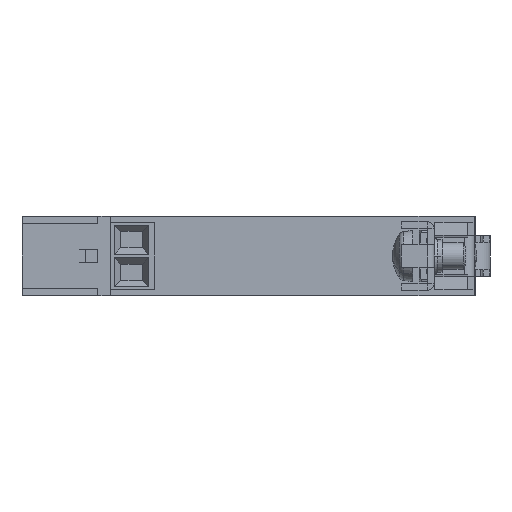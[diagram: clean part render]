
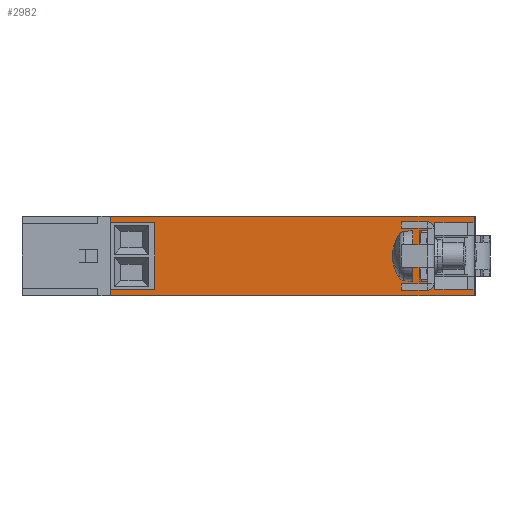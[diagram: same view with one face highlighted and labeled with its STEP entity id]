
A CAD part, left-side view. The second image highlights one B-rep face of the part: STEP entity #2982.
In plain terms, the highlighted planar face has unit normal (-1, 0, 0).
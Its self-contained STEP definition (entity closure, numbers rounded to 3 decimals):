
#2828 = EDGE_CURVE ( 'NONE', #2829, #2830, #9693, .T. ) ;
#2829 = VERTEX_POINT ( 'NONE', #9684 ) ;
#2830 = VERTEX_POINT ( 'NONE', #9683 ) ;
#2837 = VERTEX_POINT ( 'NONE', #9734 ) ;
#2839 = EDGE_CURVE ( 'NONE', #2840, #2837, #9733, .T. ) ;
#2840 = VERTEX_POINT ( 'NONE', #9729 ) ;
#2901 = ORIENTED_EDGE ( 'NONE', *, *, #2902, .F. ) ;
#2902 = EDGE_CURVE ( 'NONE', #2963, #2987, #9806, .T. ) ;
#2903 = VERTEX_POINT ( 'NONE', #9866 ) ;
#2904 = ORIENTED_EDGE ( 'NONE', *, *, #2905, .F. ) ;
#2905 = EDGE_CURVE ( 'NONE', #2906, #2903, #9865, .T. ) ;
#2906 = VERTEX_POINT ( 'NONE', #9861 ) ;
#2907 = ORIENTED_EDGE ( 'NONE', *, *, #2908, .T. ) ;
#2908 = EDGE_CURVE ( 'NONE', #2906, #2909, #9860, .T. ) ;
#2909 = VERTEX_POINT ( 'NONE', #9856 ) ;
#2910 = ORIENTED_EDGE ( 'NONE', *, *, #2911, .F. ) ;
#2911 = EDGE_CURVE ( 'NONE', #2912, #2909, #9855, .T. ) ;
#2912 = VERTEX_POINT ( 'NONE', #9851 ) ;
#2913 = ORIENTED_EDGE ( 'NONE', *, *, #2914, .T. ) ;
#2914 = EDGE_CURVE ( 'NONE', #2912, #2915, #9850, .T. ) ;
#2915 = VERTEX_POINT ( 'NONE', #9846 ) ;
#2916 = ORIENTED_EDGE ( 'NONE', *, *, #2917, .T. ) ;
#2917 = EDGE_CURVE ( 'NONE', #2915, #2992, #9845, .T. ) ;
#2963 = VERTEX_POINT ( 'NONE', #9944 ) ;
#2964 = ORIENTED_EDGE ( 'NONE', *, *, #2965, .T. ) ;
#2965 = EDGE_CURVE ( 'NONE', #2963, #2829, #9943, .T. ) ;
#2966 = ORIENTED_EDGE ( 'NONE', *, *, #2828, .T. ) ;
#2967 = ORIENTED_EDGE ( 'NONE', *, *, #2968, .F. ) ;
#2968 = EDGE_CURVE ( 'NONE', #2840, #2830, #9938, .T. ) ;
#2969 = ORIENTED_EDGE ( 'NONE', *, *, #2839, .T. ) ;
#2970 = ORIENTED_EDGE ( 'NONE', *, *, #2971, .T. ) ;
#2971 = EDGE_CURVE ( 'NONE', #2837, #2972, #9939, .T. ) ;
#2972 = VERTEX_POINT ( 'NONE', #9993 ) ;
#2973 = ORIENTED_EDGE ( 'NONE', *, *, #2974, .T. ) ;
#2974 = EDGE_CURVE ( 'NONE', #2972, #2903, #9992, .T. ) ;
#2982 = ADVANCED_FACE ( 'NONE', ( #9975 ), #9974, .F. ) ;
#2983 = EDGE_LOOP ( 'NONE', ( #2984, #2901, #2964, #2966, #2967, #2969, #2970, #2973, #2904, #2907, #2910, #2913, #2916, #2993, #2996, #2999, #3002, #3005 ) ) ;
#2984 = ORIENTED_EDGE ( 'NONE', *, *, #2985, .T. ) ;
#2985 = EDGE_CURVE ( 'NONE', #2986, #2987, #9972, .T. ) ;
#2986 = VERTEX_POINT ( 'NONE', #9963 ) ;
#2987 = VERTEX_POINT ( 'NONE', #9965 ) ;
#2992 = VERTEX_POINT ( 'NONE', #10020 ) ;
#2993 = ORIENTED_EDGE ( 'NONE', *, *, #2994, .F. ) ;
#2994 = EDGE_CURVE ( 'NONE', #2995, #2992, #10019, .T. ) ;
#2995 = VERTEX_POINT ( 'NONE', #10015 ) ;
#2996 = ORIENTED_EDGE ( 'NONE', *, *, #2997, .F. ) ;
#2997 = EDGE_CURVE ( 'NONE', #2998, #2995, #10014, .T. ) ;
#2998 = VERTEX_POINT ( 'NONE', #10010 ) ;
#2999 = ORIENTED_EDGE ( 'NONE', *, *, #3000, .T. ) ;
#3000 = EDGE_CURVE ( 'NONE', #2998, #3001, #10009, .T. ) ;
#3001 = VERTEX_POINT ( 'NONE', #10005 ) ;
#3002 = ORIENTED_EDGE ( 'NONE', *, *, #3003, .T. ) ;
#3003 = EDGE_CURVE ( 'NONE', #3001, #3004, #10004, .T. ) ;
#3004 = VERTEX_POINT ( 'NONE', #10000 ) ;
#3005 = ORIENTED_EDGE ( 'NONE', *, *, #3006, .T. ) ;
#3006 = EDGE_CURVE ( 'NONE', #3004, #2986, #9999, .T. ) ;
#9683 = CARTESIAN_POINT ( 'NONE',  ( -40., -17.3, 5.1 ) ) ;
#9684 = CARTESIAN_POINT ( 'NONE',  ( -40., 0., 5.1 ) ) ;
#9685 = DIRECTION ( 'NONE',  ( 0., -1., 0. ) ) ;
#9686 = VECTOR ( 'NONE', #9685, 1000. ) ;
#9687 = CARTESIAN_POINT ( 'NONE',  ( -40., 3.103, 5.1 ) ) ;
#9693 = LINE ( 'NONE', #9687, #9686 ) ;
#9729 = CARTESIAN_POINT ( 'NONE',  ( -40., -17.3, -5.1 ) ) ;
#9730 = DIRECTION ( 'NONE',  ( 0., 1., 0. ) ) ;
#9731 = VECTOR ( 'NONE', #9730, 1000. ) ;
#9732 = CARTESIAN_POINT ( 'NONE',  ( -40., 3.103, -5.1 ) ) ;
#9733 = LINE ( 'NONE', #9732, #9731 ) ;
#9734 = CARTESIAN_POINT ( 'NONE',  ( -40., 0., -5.1 ) ) ;
#9806 = LINE ( 'NONE', #9869, #9868 ) ;
#9842 = DIRECTION ( 'NONE',  ( 0., -1., 0. ) ) ;
#9843 = VECTOR ( 'NONE', #9842, 1000. ) ;
#9844 = CARTESIAN_POINT ( 'NONE',  ( -40., -60.1, -3.1 ) ) ;
#9845 = LINE ( 'NONE', #9844, #9843 ) ;
#9846 = CARTESIAN_POINT ( 'NONE',  ( -40., -60.1, -3.1 ) ) ;
#9847 = DIRECTION ( 'NONE',  ( 0., 0., 1. ) ) ;
#9848 = VECTOR ( 'NONE', #9847, 1000. ) ;
#9849 = CARTESIAN_POINT ( 'NONE',  ( -40., -60.1, -3.1 ) ) ;
#9850 = LINE ( 'NONE', #9849, #9848 ) ;
#9851 = CARTESIAN_POINT ( 'NONE',  ( -40., -60.1, -5.1 ) ) ;
#9852 = DIRECTION ( 'NONE',  ( 0., -1., 0. ) ) ;
#9853 = VECTOR ( 'NONE', #9852, 1000. ) ;
#9854 = CARTESIAN_POINT ( 'NONE',  ( -40., -60.1, -5.1 ) ) ;
#9855 = LINE ( 'NONE', #9854, #9853 ) ;
#9856 = CARTESIAN_POINT ( 'NONE',  ( -40., -65.1, -5.1 ) ) ;
#9857 = DIRECTION ( 'NONE',  ( 0., 1., 0. ) ) ;
#9858 = VECTOR ( 'NONE', #9857, 1000. ) ;
#9859 = CARTESIAN_POINT ( 'NONE',  ( -40., -66.1, -5.1 ) ) ;
#9860 = LINE ( 'NONE', #9859, #9858 ) ;
#9861 = CARTESIAN_POINT ( 'NONE',  ( -40., -66.1, -5.1 ) ) ;
#9862 = DIRECTION ( 'NONE',  ( 0., 0., -1. ) ) ;
#9863 = VECTOR ( 'NONE', #9862, 1000. ) ;
#9864 = CARTESIAN_POINT ( 'NONE',  ( -40., -66.1, -5.1 ) ) ;
#9865 = LINE ( 'NONE', #9864, #9863 ) ;
#9866 = CARTESIAN_POINT ( 'NONE',  ( -40., -66.1, -6.1 ) ) ;
#9867 = DIRECTION ( 'NONE',  ( 0., -1., 0. ) ) ;
#9868 = VECTOR ( 'NONE', #9867, 1000. ) ;
#9869 = CARTESIAN_POINT ( 'NONE',  ( -40., 0., 6.1 ) ) ;
#9934 = CARTESIAN_POINT ( 'NONE',  ( -40., 0., 6.1 ) ) ;
#9935 = DIRECTION ( 'NONE',  ( 0., 0., 1. ) ) ;
#9936 = VECTOR ( 'NONE', #9935, 1000. ) ;
#9937 = CARTESIAN_POINT ( 'NONE',  ( -40., -17.3, -5.1 ) ) ;
#9938 = LINE ( 'NONE', #9937, #9936 ) ;
#9939 = LINE ( 'NONE', #9934, #9995 ) ;
#9940 = DIRECTION ( 'NONE',  ( 0., 0., -1. ) ) ;
#9941 = VECTOR ( 'NONE', #9940, 1000. ) ;
#9942 = CARTESIAN_POINT ( 'NONE',  ( -40., 0., 6.1 ) ) ;
#9943 = LINE ( 'NONE', #9942, #9941 ) ;
#9944 = CARTESIAN_POINT ( 'NONE',  ( -40., 0., 6.1 ) ) ;
#9963 = CARTESIAN_POINT ( 'NONE',  ( -40., -66.1, 5.1 ) ) ;
#9965 = CARTESIAN_POINT ( 'NONE',  ( -40., -66.1, 6.1 ) ) ;
#9966 = DIRECTION ( 'NONE',  ( 0., 0., 1. ) ) ;
#9967 = VECTOR ( 'NONE', #9966, 1000. ) ;
#9968 = CARTESIAN_POINT ( 'NONE',  ( -40., -66.1, 5.1 ) ) ;
#9969 = DIRECTION ( 'NONE',  ( 0., 1., 0. ) ) ;
#9970 = DIRECTION ( 'NONE',  ( 1., 0., 0. ) ) ;
#9971 = AXIS2_PLACEMENT_3D ( 'NONE', #9973, #9970, #9969 ) ;
#9972 = LINE ( 'NONE', #9968, #9967 ) ;
#9973 = CARTESIAN_POINT ( 'NONE',  ( -40., 0., 6.1 ) ) ;
#9974 = PLANE ( 'NONE',  #9971 ) ;
#9975 = FACE_OUTER_BOUND ( 'NONE', #2983, .T. ) ;
#9989 = DIRECTION ( 'NONE',  ( 0., -1., 0. ) ) ;
#9990 = VECTOR ( 'NONE', #9989, 1000. ) ;
#9991 = CARTESIAN_POINT ( 'NONE',  ( -40., 0., -6.1 ) ) ;
#9992 = LINE ( 'NONE', #9991, #9990 ) ;
#9993 = CARTESIAN_POINT ( 'NONE',  ( -40., 0., -6.1 ) ) ;
#9994 = DIRECTION ( 'NONE',  ( 0., 0., -1. ) ) ;
#9995 = VECTOR ( 'NONE', #9994, 1000. ) ;
#9996 = DIRECTION ( 'NONE',  ( 0., -1., 0. ) ) ;
#9997 = VECTOR ( 'NONE', #9996, 1000. ) ;
#9998 = CARTESIAN_POINT ( 'NONE',  ( -40., -65.1, 5.1 ) ) ;
#9999 = LINE ( 'NONE', #9998, #9997 ) ;
#10000 = CARTESIAN_POINT ( 'NONE',  ( -40., -65.1, 5.1 ) ) ;
#10001 = DIRECTION ( 'NONE',  ( 0., -1., 0. ) ) ;
#10002 = VECTOR ( 'NONE', #10001, 1000. ) ;
#10003 = CARTESIAN_POINT ( 'NONE',  ( -40., -60.1, 5.1 ) ) ;
#10004 = LINE ( 'NONE', #10003, #10002 ) ;
#10005 = CARTESIAN_POINT ( 'NONE',  ( -40., -60.1, 5.1 ) ) ;
#10006 = DIRECTION ( 'NONE',  ( 0., 0., 1. ) ) ;
#10007 = VECTOR ( 'NONE', #10006, 1000. ) ;
#10008 = CARTESIAN_POINT ( 'NONE',  ( -40., -60.1, 3.1 ) ) ;
#10009 = LINE ( 'NONE', #10008, #10007 ) ;
#10010 = CARTESIAN_POINT ( 'NONE',  ( -40., -60.1, 3.1 ) ) ;
#10011 = DIRECTION ( 'NONE',  ( 0., -1., 0. ) ) ;
#10012 = VECTOR ( 'NONE', #10011, 1000. ) ;
#10013 = CARTESIAN_POINT ( 'NONE',  ( -40., -60.1, 3.1 ) ) ;
#10014 = LINE ( 'NONE', #10013, #10012 ) ;
#10015 = CARTESIAN_POINT ( 'NONE',  ( -40., -65.1, 3.1 ) ) ;
#10016 = DIRECTION ( 'NONE',  ( 0., 0., -1. ) ) ;
#10017 = VECTOR ( 'NONE', #10016, 1000. ) ;
#10018 = CARTESIAN_POINT ( 'NONE',  ( -40., -65.1, 6.1 ) ) ;
#10019 = LINE ( 'NONE', #10018, #10017 ) ;
#10020 = CARTESIAN_POINT ( 'NONE',  ( -40., -65.1, -3.1 ) ) ;
